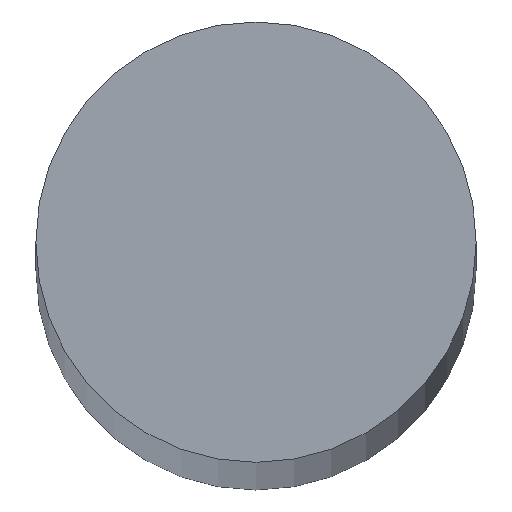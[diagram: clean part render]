
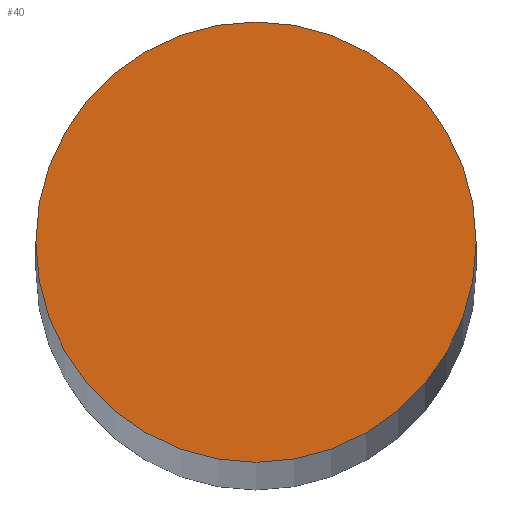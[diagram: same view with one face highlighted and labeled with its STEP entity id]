
A CAD part, top view. The second image highlights one B-rep face of the part: STEP entity #40.
In plain terms, the highlighted planar face has unit normal (0, 0, 1).
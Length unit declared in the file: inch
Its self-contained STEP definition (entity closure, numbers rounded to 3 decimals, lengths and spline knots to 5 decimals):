
#15 = CIRCLE ( 'NONE', #72, 0.5 ) ;
#40 = ADVANCED_FACE ( 'NONE', ( #231 ), #183, .T. ) ;
#41 = VERTEX_POINT ( 'NONE', #249 ) ;
#45 = EDGE_LOOP ( 'NONE', ( #236, #234 ) ) ;
#56 = CARTESIAN_POINT ( 'NONE',  ( 0., 1.75, 0. ) ) ;
#58 = CIRCLE ( 'NONE', #253, 0.5 ) ;
#63 = AXIS2_PLACEMENT_3D ( 'NONE', #56, #178, #97 ) ;
#69 = DIRECTION ( 'NONE',  ( 0., 0., 1. ) ) ;
#72 = AXIS2_PLACEMENT_3D ( 'NONE', #131, #69, #151 ) ;
#75 = CARTESIAN_POINT ( 'NONE',  ( 0., 1.75, 0. ) ) ;
#88 = EDGE_CURVE ( 'NONE', #41, #137, #15, .T. ) ;
#97 = DIRECTION ( 'NONE',  ( 1., 0., 0. ) ) ;
#131 = CARTESIAN_POINT ( 'NONE',  ( 0., 1.75, 0. ) ) ;
#137 = VERTEX_POINT ( 'NONE', #256 ) ;
#151 = DIRECTION ( 'NONE',  ( 1., 0., 0. ) ) ;
#178 = DIRECTION ( 'NONE',  ( 0., 0., 1. ) ) ;
#181 = DIRECTION ( 'NONE',  ( 1., 0., 0. ) ) ;
#183 = PLANE ( 'NONE',  #63 ) ;
#202 = DIRECTION ( 'NONE',  ( 0., 0., 1. ) ) ;
#210 = EDGE_CURVE ( 'NONE', #137, #41, #58, .T. ) ;
#231 = FACE_OUTER_BOUND ( 'NONE', #45, .T. ) ;
#234 = ORIENTED_EDGE ( 'NONE', *, *, #210, .T. ) ;
#236 = ORIENTED_EDGE ( 'NONE', *, *, #88, .T. ) ;
#249 = CARTESIAN_POINT ( 'NONE',  ( 0.5, 1.75, 0. ) ) ;
#253 = AXIS2_PLACEMENT_3D ( 'NONE', #75, #202, #181 ) ;
#256 = CARTESIAN_POINT ( 'NONE',  ( -0.5, 1.75, 0. ) ) ;
